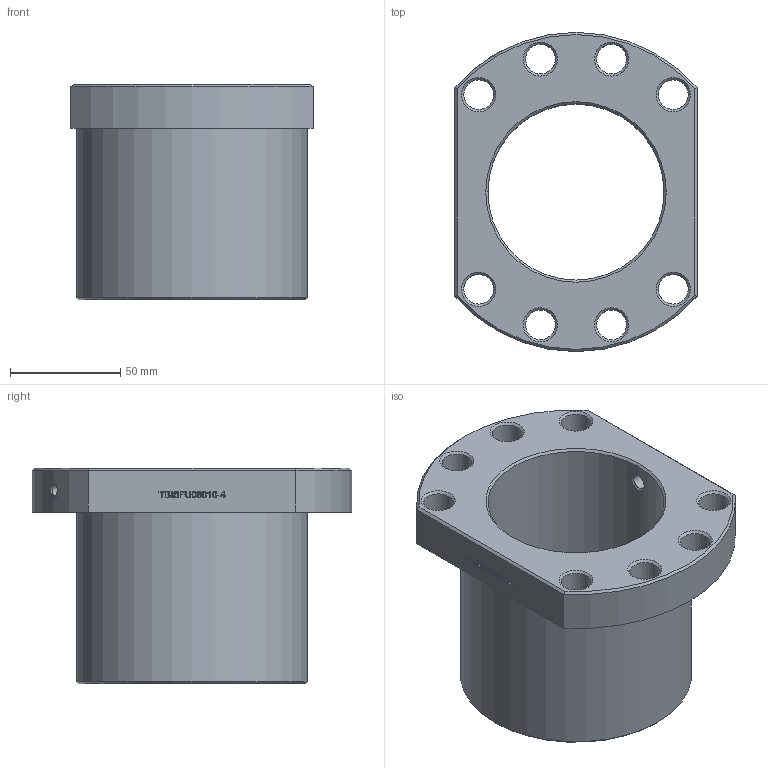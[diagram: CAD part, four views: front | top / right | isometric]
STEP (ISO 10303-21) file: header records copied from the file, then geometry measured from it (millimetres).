
FILE_DESCRIPTION(/* description */ (''),/* implementation_level */ '2;1');
FILE_NAME(/* name */ 'SFU08010-4.stp',/* time_stamp */ '2020-03-23T22:01:25+08:00',/* author */ (''),/* organization */ (''),/* preprocessor_version */ 'ST-DEVELOPER v16',/* originating_system */ 'SIEMENS PLM Software NX 10.0',/* authorisation */ '');
FILE_SCHEMA (('AUTOMOTIVE_DESIGN { 1 0 10303 214 3 1 1 1 }'));
Length unit declared in the file: millimetre
Products named in the file (1): Admi0BFC4609nazm
Bounding box: 110 x 145 x 98 mm (x, y, z)
Volume: 443214.6 mm3; surface area: 81641.4 mm2
Topology: 1 solids, 1 shells, 145 faces, 346 edges, 226 vertices
Faces by surface type: plane 83, extrusion 32, cylinder 14, cone 14, bspline 2
Full cylindrical faces by diameter (mm): 5 x1, 6.8 x1, 13.5 x8, 80 x1, 105 x1
Entity records: 5496 total; most frequent: CARTESIAN_POINT 2404, ORIENTED_EDGE 632, DIRECTION 486, EDGE_CURVE 316, VERTEX_POINT 222, EDGE_LOOP 214, VECTOR 182, B_SPLINE_CURVE_WITH_KNOTS 158
